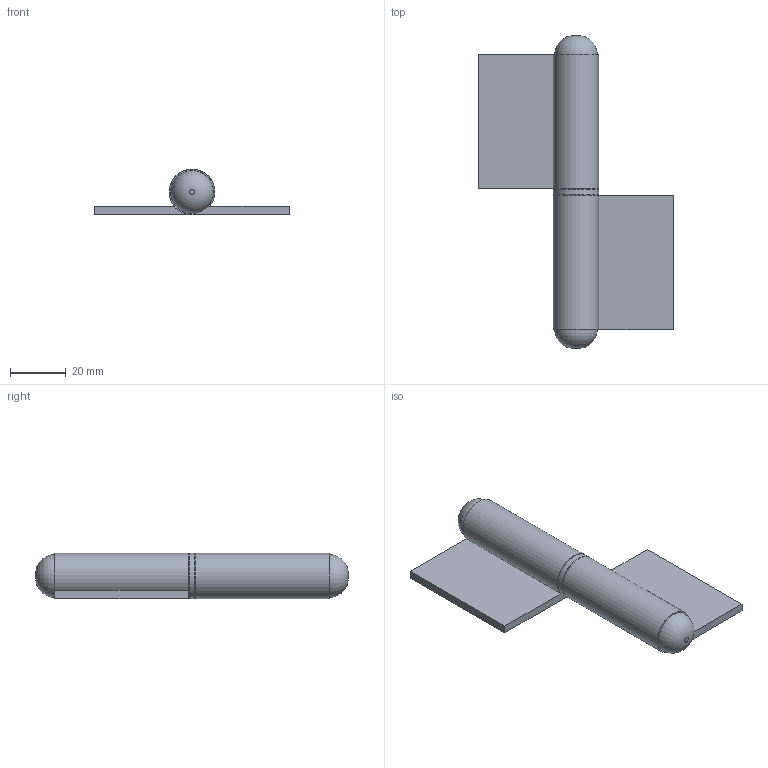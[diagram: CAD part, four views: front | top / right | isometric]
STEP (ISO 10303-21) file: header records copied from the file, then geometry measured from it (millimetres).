
FILE_DESCRIPTION (( 'STEP AP203' ), '1' );
FILE_NAME ('430-100R.step', '2022-07-01T06:44:35', ( '' ), ( '' ), 'SwSTEP 2.0', 'SolidWorks 2018', '' );
FILE_SCHEMA (( 'CONFIG_CONTROL_DESIGN' ));
Length unit declared in the file: millimetre
Products named in the file (3): 430-xxR Teil1_430-100R; 430-xxR Teil2_430-100R; 430-100R
Assembly tree (2 placements, depth 2):
  430-100R
    430-xxR Teil2_430-100R
    430-xxR Teil1_430-100R
Bounding box: 69.7 x 112 x 16.3 mm (x, y, z)
Volume: 26961 mm3; surface area: 17984.9 mm2
Topology: 3 solids, 3 shells, 241 faces, 621 edges, 412 vertices
Faces by surface type: plane 135, bspline 94, cylinder 7, torus 4, cone 1
Full cylindrical faces by diameter (mm): 9.8 x2, 16.3 x1
Entity records: 12894 total; most frequent: CARTESIAN_POINT 7391, ORIENTED_EDGE 1220, DIRECTION 749, EDGE_CURVE 610, VERTEX_POINT 409, VECTOR 399, LINE 399, EDGE_LOOP 275
